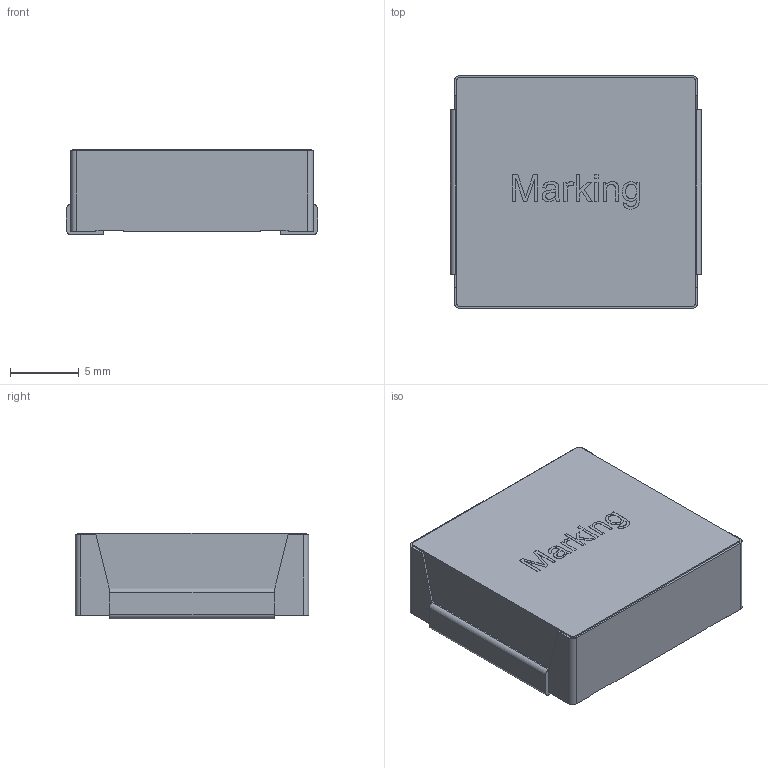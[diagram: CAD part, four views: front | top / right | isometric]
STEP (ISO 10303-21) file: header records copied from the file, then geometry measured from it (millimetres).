
FILE_DESCRIPTION(/* description */ ('Unknown'),/* implementation_level */ '2;1');
FILE_NAME(/* name */ 'IndLHCA_1770',/* time_stamp */ '2020-09-08T13:55:28+02:00',/* author */ ('Unknown'),/* organization */ ('Unknown'),/* preprocessor_version */ 'ST-DEVELOPER v16.7',/* originating_system */ 'DEX',/* authorisation */ $);
FILE_SCHEMA (('AUTOMOTIVE_DESIGN {1 0 10303 214 3 1 1}'));
Length unit declared in the file: millimetre
Products named in the file (3): IndLHCA_1770_784373170xxx; pin; base
Assembly tree (2 placements, depth 2):
  IndLHCA_1770_784373170xxx
    pin
    base
Bounding box: 18.3 x 17 x 6.25 mm (x, y, z)
Volume: 1814.7 mm3; surface area: 2099.4 mm2
Topology: 2 solids, 2 shells, 142 faces, 390 edges, 260 vertices
Faces by surface type: plane 106, cylinder 20, bspline 16
Entity records: 6047 total; most frequent: CARTESIAN_POINT 1774, ORIENTED_EDGE 778, DIRECTION 563, EDGE_CURVE 389, VERTEX_POINT 260, LINE 225, VECTOR 225, AXIS2_PLACEMENT_3D 169
